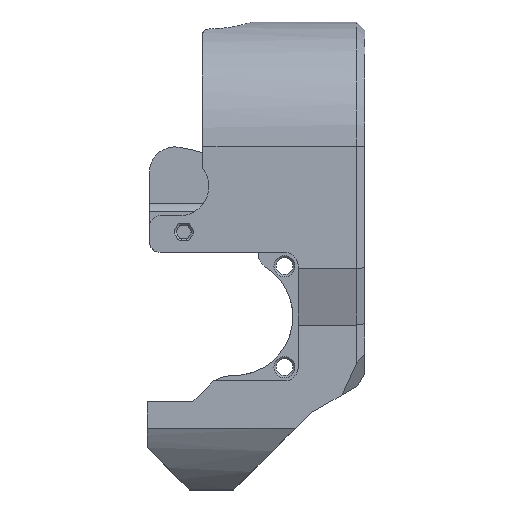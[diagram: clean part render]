
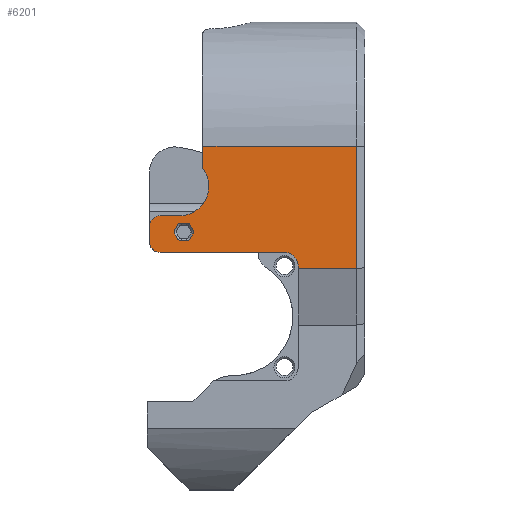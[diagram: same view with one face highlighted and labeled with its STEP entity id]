
A CAD part, front view. The second image highlights one B-rep face of the part: STEP entity #6201.
In plain terms, the highlighted planar face has unit normal (0, -1, 0).
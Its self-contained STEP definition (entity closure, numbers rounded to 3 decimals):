
#46=FACE_BOUND('',#1055,.T.);
#378=CIRCLE('',#6610,1.);
#380=CIRCLE('',#6614,1.);
#382=CIRCLE('',#6618,1.);
#384=CIRCLE('',#6622,1.);
#386=CIRCLE('',#6626,1.);
#388=CIRCLE('',#6630,1.);
#393=CIRCLE('',#6642,7.);
#394=CIRCLE('',#6643,2.5);
#395=CIRCLE('',#6644,2.5);
#396=CIRCLE('',#6645,3.25);
#705=FACE_OUTER_BOUND('',#1054,.T.);
#1054=EDGE_LOOP('',(#4358,#4359,#4360,#4361,#4362,#4363,#4364,#4365,#4366,
#4367,#4368,#4369));
#1055=EDGE_LOOP('',(#4370,#4371,#4372,#4373,#4374,#4375,#4376,#4377,#4378,
#4379,#4380,#4381));
#1363=LINE('',#8806,#1884);
#1364=LINE('',#8815,#1885);
#1417=LINE('',#9205,#1938);
#1422=LINE('',#9219,#1943);
#1426=LINE('',#9231,#1947);
#1430=LINE('',#9243,#1951);
#1434=LINE('',#9255,#1955);
#1438=LINE('',#9267,#1959);
#1450=LINE('',#9302,#1971);
#1451=LINE('',#9306,#1972);
#1452=LINE('',#9310,#1973);
#1453=LINE('',#9314,#1974);
#1454=LINE('',#9316,#1975);
#1455=LINE('',#9317,#1976);
#1884=VECTOR('',#7082,10.);
#1885=VECTOR('',#7089,10.);
#1938=VECTOR('',#7332,10.);
#1943=VECTOR('',#7345,10.);
#1947=VECTOR('',#7357,10.);
#1951=VECTOR('',#7369,10.);
#1955=VECTOR('',#7381,10.);
#1959=VECTOR('',#7393,10.);
#1971=VECTOR('',#7433,10.);
#1972=VECTOR('',#7436,10.);
#1973=VECTOR('',#7439,10.);
#1974=VECTOR('',#7442,10.);
#1975=VECTOR('',#7443,10.);
#1976=VECTOR('',#7444,10.);
#2437=VERTEX_POINT('',#8803);
#2438=VERTEX_POINT('',#8805);
#2439=VERTEX_POINT('',#8814);
#2539=VERTEX_POINT('',#9202);
#2540=VERTEX_POINT('',#9204);
#2543=VERTEX_POINT('',#9211);
#2545=VERTEX_POINT('',#9217);
#2547=VERTEX_POINT('',#9223);
#2549=VERTEX_POINT('',#9229);
#2551=VERTEX_POINT('',#9235);
#2553=VERTEX_POINT('',#9241);
#2555=VERTEX_POINT('',#9247);
#2557=VERTEX_POINT('',#9253);
#2559=VERTEX_POINT('',#9259);
#2561=VERTEX_POINT('',#9265);
#2569=VERTEX_POINT('',#9299);
#2570=VERTEX_POINT('',#9301);
#2571=VERTEX_POINT('',#9303);
#2572=VERTEX_POINT('',#9305);
#2573=VERTEX_POINT('',#9307);
#2574=VERTEX_POINT('',#9309);
#2575=VERTEX_POINT('',#9311);
#2576=VERTEX_POINT('',#9313);
#2577=VERTEX_POINT('',#9315);
#3070=EDGE_CURVE('',#2438,#2437,#1363,.T.);
#3073=EDGE_CURVE('',#2438,#2439,#1364,.T.);
#3207=EDGE_CURVE('',#2539,#2540,#1417,.T.);
#3211=EDGE_CURVE('',#2543,#2539,#378,.T.);
#3214=EDGE_CURVE('',#2545,#2543,#1422,.T.);
#3217=EDGE_CURVE('',#2547,#2545,#380,.T.);
#3220=EDGE_CURVE('',#2549,#2547,#1426,.T.);
#3223=EDGE_CURVE('',#2551,#2549,#382,.T.);
#3226=EDGE_CURVE('',#2553,#2551,#1430,.T.);
#3229=EDGE_CURVE('',#2555,#2553,#384,.T.);
#3232=EDGE_CURVE('',#2557,#2555,#1434,.T.);
#3235=EDGE_CURVE('',#2559,#2557,#386,.T.);
#3238=EDGE_CURVE('',#2561,#2559,#1438,.T.);
#3240=EDGE_CURVE('',#2540,#2561,#388,.T.);
#3255=EDGE_CURVE('',#2569,#2437,#393,.T.);
#3256=EDGE_CURVE('',#2569,#2570,#1450,.T.);
#3257=EDGE_CURVE('',#2571,#2570,#394,.T.);
#3258=EDGE_CURVE('',#2572,#2571,#1451,.T.);
#3259=EDGE_CURVE('',#2573,#2572,#395,.T.);
#3260=EDGE_CURVE('',#2574,#2573,#1452,.T.);
#3261=EDGE_CURVE('',#2574,#2575,#396,.T.);
#3262=EDGE_CURVE('',#2575,#2576,#1453,.T.);
#3263=EDGE_CURVE('',#2577,#2576,#1454,.F.);
#3264=EDGE_CURVE('',#2439,#2577,#1455,.T.);
#4358=ORIENTED_EDGE('',*,*,#3070,.T.);
#4359=ORIENTED_EDGE('',*,*,#3255,.F.);
#4360=ORIENTED_EDGE('',*,*,#3256,.T.);
#4361=ORIENTED_EDGE('',*,*,#3257,.F.);
#4362=ORIENTED_EDGE('',*,*,#3258,.F.);
#4363=ORIENTED_EDGE('',*,*,#3259,.F.);
#4364=ORIENTED_EDGE('',*,*,#3260,.F.);
#4365=ORIENTED_EDGE('',*,*,#3261,.T.);
#4366=ORIENTED_EDGE('',*,*,#3262,.T.);
#4367=ORIENTED_EDGE('',*,*,#3263,.F.);
#4368=ORIENTED_EDGE('',*,*,#3264,.F.);
#4369=ORIENTED_EDGE('',*,*,#3073,.F.);
#4370=ORIENTED_EDGE('',*,*,#3207,.F.);
#4371=ORIENTED_EDGE('',*,*,#3211,.F.);
#4372=ORIENTED_EDGE('',*,*,#3214,.F.);
#4373=ORIENTED_EDGE('',*,*,#3217,.F.);
#4374=ORIENTED_EDGE('',*,*,#3220,.F.);
#4375=ORIENTED_EDGE('',*,*,#3223,.F.);
#4376=ORIENTED_EDGE('',*,*,#3226,.F.);
#4377=ORIENTED_EDGE('',*,*,#3229,.F.);
#4378=ORIENTED_EDGE('',*,*,#3232,.F.);
#4379=ORIENTED_EDGE('',*,*,#3235,.F.);
#4380=ORIENTED_EDGE('',*,*,#3238,.F.);
#4381=ORIENTED_EDGE('',*,*,#3240,.F.);
#5993=PLANE('',#6641);
#6201=ADVANCED_FACE('',(#705,#46),#5993,.F.);
#6610=AXIS2_PLACEMENT_3D('',#9213,#7338,#7339);
#6614=AXIS2_PLACEMENT_3D('',#9225,#7350,#7351);
#6618=AXIS2_PLACEMENT_3D('',#9237,#7362,#7363);
#6622=AXIS2_PLACEMENT_3D('',#9249,#7374,#7375);
#6626=AXIS2_PLACEMENT_3D('',#9261,#7386,#7387);
#6630=AXIS2_PLACEMENT_3D('',#9270,#7397,#7398);
#6641=AXIS2_PLACEMENT_3D('',#9298,#7429,#7430);
#6642=AXIS2_PLACEMENT_3D('',#9300,#7431,#7432);
#6643=AXIS2_PLACEMENT_3D('',#9304,#7434,#7435);
#6644=AXIS2_PLACEMENT_3D('',#9308,#7437,#7438);
#6645=AXIS2_PLACEMENT_3D('',#9312,#7440,#7441);
#7082=DIRECTION('',(0.,0.,-1.));
#7089=DIRECTION('',(1.,0.,0.));
#7332=DIRECTION('',(-1.,0.,0.));
#7338=DIRECTION('center_axis',(0.,-1.,0.));
#7339=DIRECTION('ref_axis',(0.866,0.,0.5));
#7345=DIRECTION('',(-0.5,0.,0.866));
#7350=DIRECTION('center_axis',(0.,-1.,0.));
#7351=DIRECTION('ref_axis',(0.866,0.,-0.5));
#7357=DIRECTION('',(0.5,0.,0.866));
#7362=DIRECTION('center_axis',(0.,-1.,0.));
#7363=DIRECTION('ref_axis',(0.,0.,
-1.));
#7369=DIRECTION('',(1.,0.,0.));
#7374=DIRECTION('center_axis',(0.,-1.,0.));
#7375=DIRECTION('ref_axis',(-0.866,0.,-0.5));
#7381=DIRECTION('',(0.5,0.,-0.866));
#7386=DIRECTION('center_axis',(0.,-1.,0.));
#7387=DIRECTION('ref_axis',(-0.866,0.,0.5));
#7393=DIRECTION('',(-0.5,0.,-0.866));
#7397=DIRECTION('center_axis',(0.,-1.,0.));
#7398=DIRECTION('ref_axis',(0.,0.,1.));
#7429=DIRECTION('center_axis',(0.,1.,0.));
#7430=DIRECTION('ref_axis',(0.,0.,1.));
#7431=DIRECTION('center_axis',(0.,-1.,0.));
#7432=DIRECTION('ref_axis',(0.,0.,1.));
#7433=DIRECTION('',(-1.,0.,0.));
#7434=DIRECTION('center_axis',(0.,1.,0.));
#7435=DIRECTION('ref_axis',(-0.707,0.,0.707));
#7436=DIRECTION('',(0.,0.,1.));
#7437=DIRECTION('center_axis',(0.,1.,0.));
#7438=DIRECTION('ref_axis',(-0.707,0.,-0.707));
#7439=DIRECTION('',(-1.,0.,0.));
#7440=DIRECTION('center_axis',(0.,1.,0.));
#7441=DIRECTION('ref_axis',(0.,0.,
1.));
#7442=DIRECTION('',(0.,0.,-1.));
#7443=DIRECTION('',(1.,0.,0.));
#7444=DIRECTION('',(0.,0.,-1.));
#8803=CARTESIAN_POINT('',(-29.511,99.753,41.695));
#8805=CARTESIAN_POINT('',(-29.511,99.753,47.028));
#8806=CARTESIAN_POINT('',(-29.511,99.753,44.181));
#8814=CARTESIAN_POINT('',(6.959,99.753,47.028));
#8815=CARTESIAN_POINT('',(5.959,99.753,47.028));
#9202=CARTESIAN_POINT('',(-33.429,99.753,28.786));
#9204=CARTESIAN_POINT('',(-34.7,99.753,28.786));
#9205=CARTESIAN_POINT('',(-14.37,99.753,28.786));
#9211=CARTESIAN_POINT('',(-32.563,99.753,28.286));
#9213=CARTESIAN_POINT('Origin',(-33.429,99.753,27.786));
#9217=CARTESIAN_POINT('',(-31.928,99.753,27.186));
#9219=CARTESIAN_POINT('',(-26.85,99.753,18.39));
#9223=CARTESIAN_POINT('',(-31.928,99.753,26.186));
#9225=CARTESIAN_POINT('Origin',(-32.794,99.753,26.686));
#9229=CARTESIAN_POINT('',(-32.563,99.753,25.086));
#9231=CARTESIAN_POINT('',(-27.636,99.753,33.621));
#9235=CARTESIAN_POINT('',(-33.429,99.753,24.586));
#9237=CARTESIAN_POINT('Origin',(-33.429,99.753,25.586));
#9241=CARTESIAN_POINT('',(-34.7,99.753,24.586));
#9243=CARTESIAN_POINT('',(-13.735,99.753,24.586));
#9247=CARTESIAN_POINT('',(-35.566,99.753,25.086));
#9249=CARTESIAN_POINT('Origin',(-34.7,99.753,25.586));
#9253=CARTESIAN_POINT('',(-36.201,99.753,26.186));
#9255=CARTESIAN_POINT('',(-30.17,99.753,15.74));
#9259=CARTESIAN_POINT('',(-36.201,99.753,27.186));
#9261=CARTESIAN_POINT('Origin',(-35.335,99.753,26.686));
#9265=CARTESIAN_POINT('',(-35.566,99.753,28.286));
#9267=CARTESIAN_POINT('',(-31.591,99.753,35.171));
#9270=CARTESIAN_POINT('Origin',(-34.7,99.753,27.786));
#9298=CARTESIAN_POINT('Origin',(5.959,99.753,24.739));
#9299=CARTESIAN_POINT('',(-35.115,99.753,30.499));
#9300=CARTESIAN_POINT('Origin',(-35.115,99.753,37.499));
#9301=CARTESIAN_POINT('',(-39.69,99.753,30.499));
#9302=CARTESIAN_POINT('',(-5.556,99.753,30.499));
#9303=CARTESIAN_POINT('',(-42.19,99.753,27.999));
#9304=CARTESIAN_POINT('Origin',(-39.69,99.753,27.999));
#9305=CARTESIAN_POINT('',(-42.19,99.753,24.296));
#9306=CARTESIAN_POINT('',(-42.19,99.753,35.558));
#9307=CARTESIAN_POINT('',(-39.69,99.753,21.796));
#9308=CARTESIAN_POINT('Origin',(-39.69,99.753,24.296));
#9309=CARTESIAN_POINT('',(-10.149,99.753,21.796));
#9310=CARTESIAN_POINT('',(-2.095,99.753,21.796));
#9311=CARTESIAN_POINT('',(-6.899,99.753,18.546));
#9312=CARTESIAN_POINT('Origin',(-10.149,99.753,18.546));
#9313=CARTESIAN_POINT('',(-6.899,99.753,17.895));
#9314=CARTESIAN_POINT('',(-6.899,99.753,14.647));
#9315=CARTESIAN_POINT('',(6.959,99.753,17.895));
#9316=CARTESIAN_POINT('',(5.959,99.753,17.895));
#9317=CARTESIAN_POINT('',(6.959,99.753,23.436));
